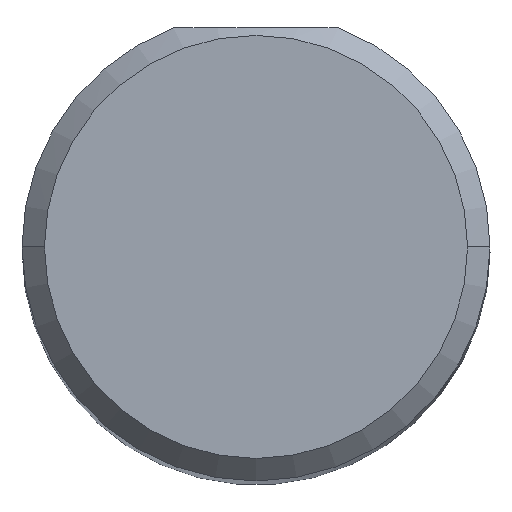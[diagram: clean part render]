
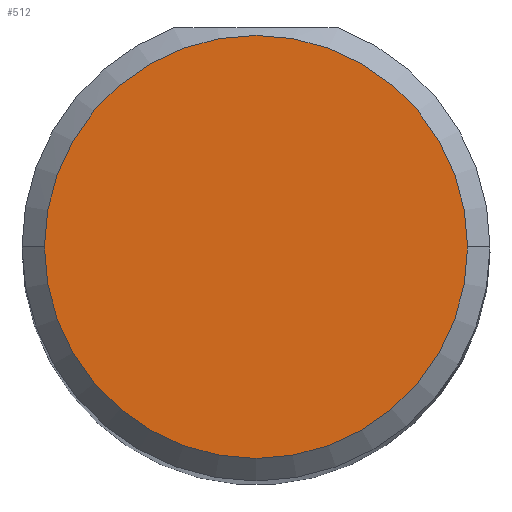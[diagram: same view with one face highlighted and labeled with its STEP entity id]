
A CAD part, top view. The second image highlights one B-rep face of the part: STEP entity #512.
In plain terms, the highlighted planar face has unit normal (0, 0, 1).
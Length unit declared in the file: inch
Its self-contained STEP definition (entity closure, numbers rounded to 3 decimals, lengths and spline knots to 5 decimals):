
#20 = DIRECTION ( 'NONE',  ( 1., 0., 0. ) ) ;
#22 = ORIENTED_EDGE ( 'NONE', *, *, #696, .T. ) ;
#52 = CARTESIAN_POINT ( 'NONE',  ( -0.14125, 0., 2.5 ) ) ;
#63 = CARTESIAN_POINT ( 'NONE',  ( 0., 0., 2.5 ) ) ;
#74 = CARTESIAN_POINT ( 'NONE',  ( 0., 0., 2.5 ) ) ;
#114 = DIRECTION ( 'NONE',  ( 1., 0., 0. ) ) ;
#127 = PLANE ( 'NONE',  #723 ) ;
#216 = AXIS2_PLACEMENT_3D ( 'NONE', #63, #295, #658 ) ;
#295 = DIRECTION ( 'NONE',  ( 0., 0., 1. ) ) ;
#303 = CIRCLE ( 'NONE', #354, 0.14125 ) ;
#313 = VERTEX_POINT ( 'NONE', #644 ) ;
#354 = AXIS2_PLACEMENT_3D ( 'NONE', #355, #704, #114 ) ;
#355 = CARTESIAN_POINT ( 'NONE',  ( 0., 0., 2.5 ) ) ;
#406 = EDGE_LOOP ( 'NONE', ( #501, #22 ) ) ;
#501 = ORIENTED_EDGE ( 'NONE', *, *, #736, .T. ) ;
#512 = ADVANCED_FACE ( 'NONE', ( #670 ), #127, .T. ) ;
#554 = DIRECTION ( 'NONE',  ( 0., 0., 1. ) ) ;
#644 = CARTESIAN_POINT ( 'NONE',  ( 0.14125, 0., 2.5 ) ) ;
#658 = DIRECTION ( 'NONE',  ( 1., 0., 0. ) ) ;
#670 = FACE_OUTER_BOUND ( 'NONE', #406, .T. ) ;
#686 = CIRCLE ( 'NONE', #216, 0.14125 ) ;
#696 = EDGE_CURVE ( 'NONE', #313, #754, #303, .T. ) ;
#704 = DIRECTION ( 'NONE',  ( 0., 0., 1. ) ) ;
#723 = AXIS2_PLACEMENT_3D ( 'NONE', #74, #554, #20 ) ;
#736 = EDGE_CURVE ( 'NONE', #754, #313, #686, .T. ) ;
#754 = VERTEX_POINT ( 'NONE', #52 ) ;
